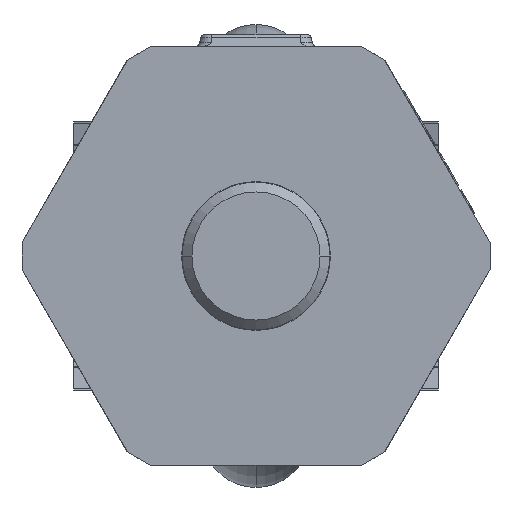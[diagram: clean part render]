
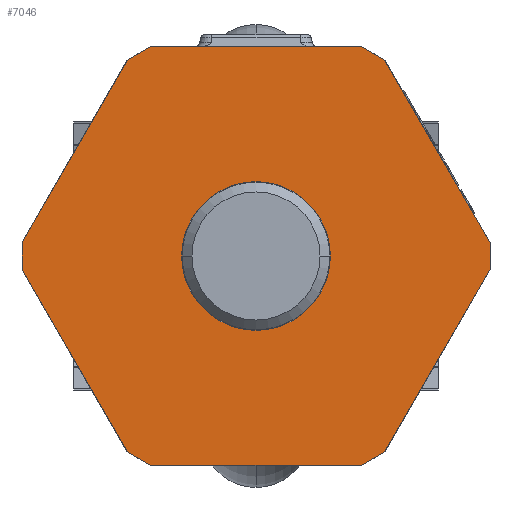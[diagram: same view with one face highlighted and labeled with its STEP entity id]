
A CAD part, front view. The second image highlights one B-rep face of the part: STEP entity #7046.
In plain terms, the highlighted face is planar.
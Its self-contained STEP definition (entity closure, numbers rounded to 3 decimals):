
#1=DIRECTION('',(0.,-1.,0.));
#2=VECTOR('',#1,5.455);
#3=CARTESIAN_POINT('',(-47.5,2.728,0.));
#4=LINE('',#3,#2);
#5=DIRECTION('',(0.5,-0.866,0.));
#6=VECTOR('',#5,42.776);
#7=CARTESIAN_POINT('',(-47.5,-2.728,0.));
#8=LINE('',#7,#6);
#9=DIRECTION('',(0.866,-0.5,0.));
#10=VECTOR('',#9,5.455);
#11=CARTESIAN_POINT('',(-26.112,-39.772,0.));
#12=LINE('',#11,#10);
#13=DIRECTION('',(1.,0.,0.));
#14=VECTOR('',#13,42.776);
#15=CARTESIAN_POINT('',(-21.388,-42.5,0.));
#16=LINE('',#15,#14);
#17=DIRECTION('',(0.866,0.5,0.));
#18=VECTOR('',#17,5.455);
#19=CARTESIAN_POINT('',(21.388,-42.5,0.));
#20=LINE('',#19,#18);
#21=DIRECTION('',(0.5,0.866,0.));
#22=VECTOR('',#21,42.776);
#23=CARTESIAN_POINT('',(26.112,-39.772,0.));
#24=LINE('',#23,#22);
#25=DIRECTION('',(0.,1.,0.));
#26=VECTOR('',#25,5.455);
#27=CARTESIAN_POINT('',(47.5,-2.728,0.));
#28=LINE('',#27,#26);
#29=DIRECTION('',(-0.5,0.866,0.));
#30=VECTOR('',#29,42.776);
#31=CARTESIAN_POINT('',(47.5,2.728,0.));
#32=LINE('',#31,#30);
#33=DIRECTION('',(-0.866,0.5,0.));
#34=VECTOR('',#33,5.455);
#35=CARTESIAN_POINT('',(26.112,39.772,0.));
#36=LINE('',#35,#34);
#37=DIRECTION('',(-1.,0.,0.));
#38=VECTOR('',#37,42.776);
#39=CARTESIAN_POINT('',(21.388,42.5,0.));
#40=LINE('',#39,#38);
#41=DIRECTION('',(-0.866,-0.5,0.));
#42=VECTOR('',#41,5.455);
#43=CARTESIAN_POINT('',(-21.388,42.5,0.));
#44=LINE('',#43,#42);
#45=DIRECTION('',(-0.5,-0.866,0.));
#46=VECTOR('',#45,42.776);
#47=CARTESIAN_POINT('',(-26.112,39.772,0.));
#48=LINE('',#47,#46);
#49=CARTESIAN_POINT('',(0.,0.,0.));
#50=DIRECTION('',(0.,0.,1.));
#51=DIRECTION('',(0.,1.,0.));
#52=AXIS2_PLACEMENT_3D('',#49,#50,#51);
#54=CARTESIAN_POINT('',(0.,0.,0.));
#55=DIRECTION('',(0.,0.,1.));
#56=DIRECTION('',(0.,-1.,0.));
#57=AXIS2_PLACEMENT_3D('',#54,#55,#56);
#5331=CARTESIAN_POINT('',(-47.5,2.728,0.));
#5332=CARTESIAN_POINT('',(-47.5,-2.728,0.));
#5333=VERTEX_POINT('',#5331);
#5334=VERTEX_POINT('',#5332);
#5335=CARTESIAN_POINT('',(47.5,-2.728,0.));
#5336=CARTESIAN_POINT('',(47.5,2.728,0.));
#5337=VERTEX_POINT('',#5335);
#5338=VERTEX_POINT('',#5336);
#5339=CARTESIAN_POINT('',(26.112,39.772,0.));
#5340=CARTESIAN_POINT('',(21.388,42.5,0.));
#5341=VERTEX_POINT('',#5339);
#5342=VERTEX_POINT('',#5340);
#5343=CARTESIAN_POINT('',(-26.112,-39.772,0.));
#5344=CARTESIAN_POINT('',(-21.388,-42.5,0.));
#5345=VERTEX_POINT('',#5343);
#5346=VERTEX_POINT('',#5344);
#5347=CARTESIAN_POINT('',(21.388,-42.5,0.));
#5348=CARTESIAN_POINT('',(26.112,-39.772,0.));
#5349=VERTEX_POINT('',#5347);
#5350=VERTEX_POINT('',#5348);
#5351=CARTESIAN_POINT('',(-21.388,42.5,0.));
#5352=CARTESIAN_POINT('',(-26.112,39.772,0.));
#5353=VERTEX_POINT('',#5351);
#5354=VERTEX_POINT('',#5352);
#5379=CARTESIAN_POINT('',(0.,15.1,0.));
#5380=CARTESIAN_POINT('',(0.,-15.1,0.));
#5381=VERTEX_POINT('',#5379);
#5382=VERTEX_POINT('',#5380);
#7009=CARTESIAN_POINT('',(0.,0.,0.));
#7010=DIRECTION('',(0.,0.,1.));
#7011=DIRECTION('',(1.,0.,0.));
#7012=AXIS2_PLACEMENT_3D('',#7009,#7010,#7011);
#7013=PLANE('',#7012);
#7015=ORIENTED_EDGE('',*,*,#7014,.T.);
#7017=ORIENTED_EDGE('',*,*,#7016,.T.);
#7019=ORIENTED_EDGE('',*,*,#7018,.T.);
#7021=ORIENTED_EDGE('',*,*,#7020,.T.);
#7023=ORIENTED_EDGE('',*,*,#7022,.T.);
#7025=ORIENTED_EDGE('',*,*,#7024,.T.);
#7027=ORIENTED_EDGE('',*,*,#7026,.T.);
#7029=ORIENTED_EDGE('',*,*,#7028,.T.);
#7031=ORIENTED_EDGE('',*,*,#7030,.T.);
#7033=ORIENTED_EDGE('',*,*,#7032,.T.);
#7035=ORIENTED_EDGE('',*,*,#7034,.T.);
#7037=ORIENTED_EDGE('',*,*,#7036,.T.);
#7038=EDGE_LOOP('',(#7015,#7017,#7019,#7021,#7023,#7025,#7027,#7029,#7031,#7033,
#7035,#7037));
#7039=FACE_OUTER_BOUND('',#7038,.F.);
#7041=ORIENTED_EDGE('',*,*,#7040,.F.);
#7043=ORIENTED_EDGE('',*,*,#7042,.F.);
#7044=EDGE_LOOP('',(#7041,#7043));
#7045=FACE_BOUND('',#7044,.F.);
#7046=ADVANCED_FACE('',(#7039,#7045),#7013,.F.);
#53=CIRCLE('',#52,15.1);
#58=CIRCLE('',#57,15.1);
#7014=EDGE_CURVE('',#5333,#5334,#4,.T.);
#7016=EDGE_CURVE('',#5334,#5345,#8,.T.);
#7018=EDGE_CURVE('',#5345,#5346,#12,.T.);
#7020=EDGE_CURVE('',#5346,#5349,#16,.T.);
#7022=EDGE_CURVE('',#5349,#5350,#20,.T.);
#7024=EDGE_CURVE('',#5350,#5337,#24,.T.);
#7026=EDGE_CURVE('',#5337,#5338,#28,.T.);
#7028=EDGE_CURVE('',#5338,#5341,#32,.T.);
#7030=EDGE_CURVE('',#5341,#5342,#36,.T.);
#7032=EDGE_CURVE('',#5342,#5353,#40,.T.);
#7034=EDGE_CURVE('',#5353,#5354,#44,.T.);
#7036=EDGE_CURVE('',#5354,#5333,#48,.T.);
#7040=EDGE_CURVE('',#5381,#5382,#53,.T.);
#7042=EDGE_CURVE('',#5382,#5381,#58,.T.);
